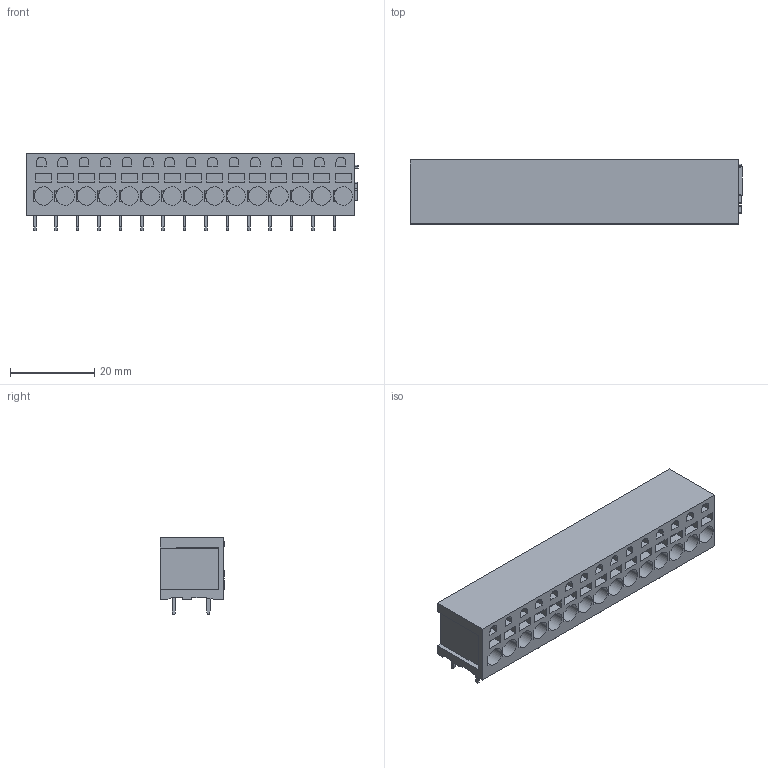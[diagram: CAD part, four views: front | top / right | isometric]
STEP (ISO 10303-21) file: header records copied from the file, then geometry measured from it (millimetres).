
FILE_DESCRIPTION(('CATIA V5 STEP','CAx-IF Rec.Pracs.--- Model Styling and Organization---1.2---2011-12-15'),'2;1');
FILE_NAME ('D1451135_0', '2018-09-03T05:00:21+00:00', ('none'), ('Weidmueller'), 'CATIA Version 5-6 Release 2014', 'CATIA V5 STEP AP214', 'none');
FILE_SCHEMA(('AUTOMOTIVE_DESIGN { 1 0 10303 214 1 1 1 1 }'));
Length unit declared in the file: millimetre
Products named in the file (1): 1331110000
Bounding box: 78.85 x 15.2 x 18.3 mm (x, y, z)
Volume: 15388 mm3; surface area: 7966 mm2
Topology: 31 solids, 31 shells, 579 faces, 1407 edges, 938 vertices
Faces by surface type: plane 489, cylinder 90
Entity records: 15540 total; most frequent: CARTESIAN_POINT 2885, ORIENTED_EDGE 2814, DIRECTION 2065, EDGE_CURVE 1407, VECTOR 1167, LINE 1167, VERTEX_POINT 938, EDGE_LOOP 627
